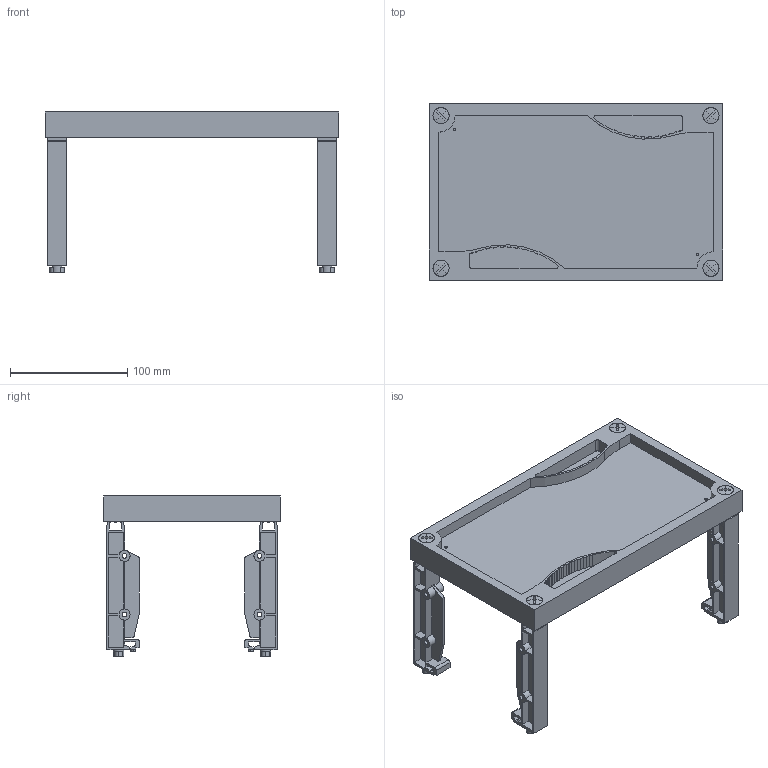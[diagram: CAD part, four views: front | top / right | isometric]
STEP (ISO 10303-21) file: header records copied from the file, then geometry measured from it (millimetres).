
FILE_DESCRIPTION(('STEP AP214'),'1');
FILE_NAME('cctmp_98867275-151C-4E4C-92D7-9D653A504E90_2023_07_22_14_33_30_0814..stp','2023-07-22T12:33:31',('SIEMENS A&D'),('CADClick - www.CADClick.com'),'Spatial InterOp 3D postprocessed',' ','unknown authorization');
FILE_SCHEMA(('AUTOMOTIVE_DESIGN'));
Length unit declared in the file: millimetre
Products named in the file (10): cc_unnamed; 2023_07_22_14_33_30_0771; 2023_07_22_14_33_30_0767; 2023_07_22_14_33_30_0763; 2023_07_22_14_33_30_0759; 2023_07_22_14_33_30_0755; 2023_07_22_14_33_30_0751; 2023_07_22_14_33_30_0747; 2023_07_22_14_33_30_0743; 2023_07_22_14_33_30_0739
Assembly tree (9 placements, depth 2):
  cc_unnamed
    2023_07_22_14_33_30_0771
    2023_07_22_14_33_30_0767
    2023_07_22_14_33_30_0763
    2023_07_22_14_33_30_0759
    2023_07_22_14_33_30_0755
    2023_07_22_14_33_30_0751
    2023_07_22_14_33_30_0747
    2023_07_22_14_33_30_0743
    2023_07_22_14_33_30_0739
Bounding box: 250 x 150 x 137.23 mm (x, y, z)
Volume: 327346.9 mm3; surface area: 179375.1 mm2
Topology: 9 solids, 9 shells, 876 faces, 2368 edges, 1560 vertices
Faces by surface type: plane 598, cylinder 254, torus 16, cone 8
Entity records: 30788 total; most frequent: CARTESIAN_POINT 5278, DIRECTION 4736, ORIENTED_EDGE 4736, EDGE_CURVE 2368, LINE 1660, VECTOR 1660, VERTEX_POINT 1560, AXIS2_PLACEMENT_3D 1538
